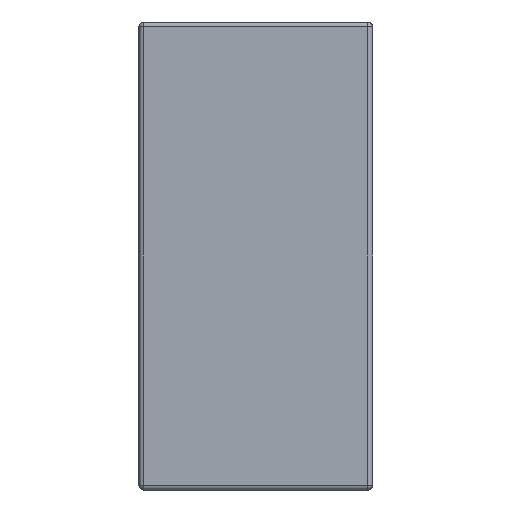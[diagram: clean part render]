
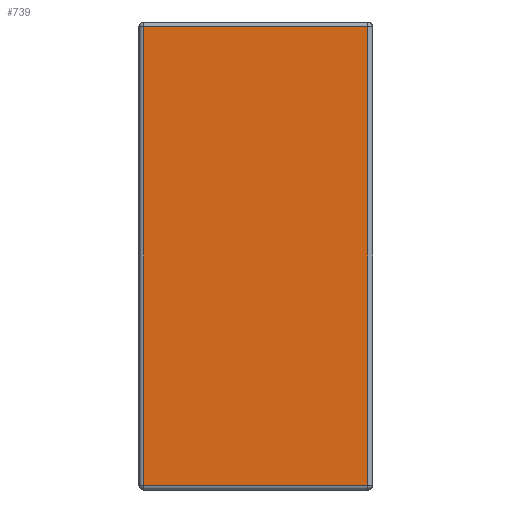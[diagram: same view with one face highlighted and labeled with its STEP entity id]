
A CAD part, left-side view. The second image highlights one B-rep face of the part: STEP entity #739.
In plain terms, the highlighted planar face has unit normal (-1, 0, 0).
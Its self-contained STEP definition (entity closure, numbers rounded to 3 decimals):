
#128=ORIENTED_EDGE('',*,*,#264,.T.);
#129=ORIENTED_EDGE('',*,*,#265,.T.);
#130=ORIENTED_EDGE('',*,*,#266,.T.);
#131=ORIENTED_EDGE('',*,*,#267,.T.);
#264=EDGE_CURVE('',#328,#329,#368,.F.);
#265=EDGE_CURVE('',#329,#330,#369,.F.);
#266=EDGE_CURVE('',#330,#331,#370,.T.);
#267=EDGE_CURVE('',#331,#328,#371,.T.);
#328=VERTEX_POINT('',#1101);
#329=VERTEX_POINT('',#1102);
#330=VERTEX_POINT('',#1104);
#331=VERTEX_POINT('',#1106);
#368=LINE('',#1100,#408);
#369=LINE('',#1103,#409);
#370=LINE('',#1105,#410);
#371=LINE('',#1107,#411);
#408=VECTOR('',#909,1000.);
#409=VECTOR('',#910,1000.);
#410=VECTOR('',#911,1000.);
#411=VECTOR('',#912,1000.);
#421=EDGE_LOOP('',(#128,#129,#130,#131));
#455=FACE_BOUND('',#421,.T.);
#489=PLANE('',#786);
#739=ADVANCED_FACE('',(#455),#489,.T.);
#786=AXIS2_PLACEMENT_3D('',#1099,#907,#908);
#907=DIRECTION('',(-1.,0.,0.));
#908=DIRECTION('',(0.,0.,1.));
#909=DIRECTION('',(0.,1.,0.));
#910=DIRECTION('',(0.,0.,-1.));
#911=DIRECTION('',(0.,1.,0.));
#912=DIRECTION('',(0.,0.,-1.));
#1099=CARTESIAN_POINT('',(-1.248,-0.498,1.));
#1100=CARTESIAN_POINT('',(-1.248,-0.498,-0.98));
#1101=CARTESIAN_POINT('',(-1.248,0.48,-0.98));
#1102=CARTESIAN_POINT('',(-1.248,-0.478,-0.98));
#1103=CARTESIAN_POINT('',(-1.248,-0.478,1.));
#1104=CARTESIAN_POINT('',(-1.248,-0.478,0.98));
#1105=CARTESIAN_POINT('',(-1.248,0.5,0.98));
#1106=CARTESIAN_POINT('',(-1.248,0.48,0.98));
#1107=CARTESIAN_POINT('',(-1.248,0.48,-1.));
